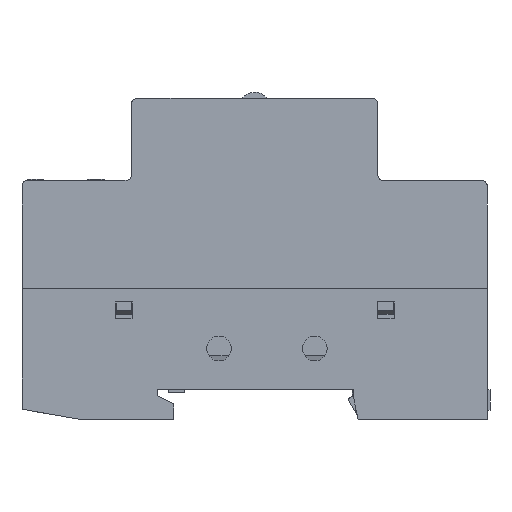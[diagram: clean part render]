
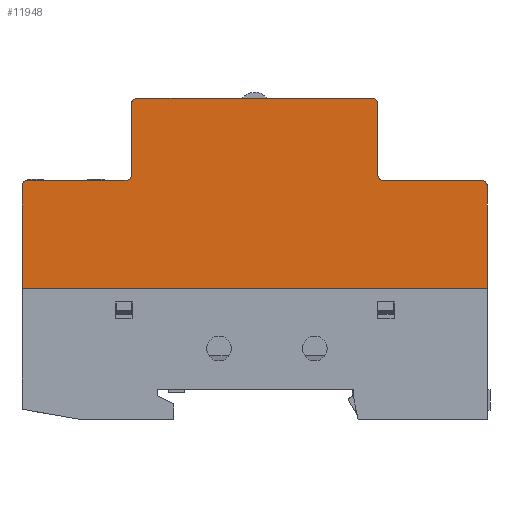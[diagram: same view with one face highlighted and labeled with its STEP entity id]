
A CAD part, left-side view. The second image highlights one B-rep face of the part: STEP entity #11948.
In plain terms, the highlighted planar face has unit normal (-1, 0, 0).
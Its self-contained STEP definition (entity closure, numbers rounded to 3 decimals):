
#2395=CARTESIAN_POINT('',(-17.5,41.5,-16.));
#2396=DIRECTION('',(1.,0.,0.));
#2397=DIRECTION('',(0.,1.,0.));
#2398=AXIS2_PLACEMENT_3D('',#2395,#2396,#2397);
#2403=CARTESIAN_POINT('',(-17.5,23.5,-14.));
#2404=DIRECTION('',(-1.,0.,0.));
#2405=DIRECTION('',(0.,0.,-1.));
#2406=AXIS2_PLACEMENT_3D('',#2403,#2404,#2405);
#2411=CARTESIAN_POINT('',(-17.5,21.5,-1.));
#2412=DIRECTION('',(1.,0.,0.));
#2413=DIRECTION('',(0.,1.,0.));
#2414=AXIS2_PLACEMENT_3D('',#2411,#2412,#2413);
#2419=CARTESIAN_POINT('',(-17.5,-21.5,-1.));
#2420=DIRECTION('',(1.,0.,0.));
#2421=DIRECTION('',(0.,0.,1.));
#2422=AXIS2_PLACEMENT_3D('',#2419,#2420,#2421);
#2427=CARTESIAN_POINT('',(-17.5,-23.5,-14.));
#2428=DIRECTION('',(-1.,0.,0.));
#2429=DIRECTION('',(0.,1.,0.));
#2430=AXIS2_PLACEMENT_3D('',#2427,#2428,#2429);
#2435=CARTESIAN_POINT('',(-17.5,-41.5,-16.));
#2436=DIRECTION('',(1.,0.,0.));
#2437=DIRECTION('',(0.,0.,1.));
#2438=AXIS2_PLACEMENT_3D('',#2435,#2436,#2437);
#2450=DIRECTION('',(0.,-1.,0.));
#2451=VECTOR('',#2450,85.);
#2452=CARTESIAN_POINT('',(-17.5,42.5,-34.7));
#2453=LINE('',#2452,#2451);
#2716=DIRECTION('',(0.,0.,1.));
#2717=VECTOR('',#2716,18.7);
#2718=CARTESIAN_POINT('',(-17.5,-42.5,-34.7));
#2719=LINE('',#2718,#2717);
#3415=DIRECTION('',(0.,1.,0.));
#3416=VECTOR('',#3415,18.);
#3417=CARTESIAN_POINT('',(-17.5,-41.5,-15.));
#3418=LINE('',#3417,#3416);
#3436=DIRECTION('',(0.,0.,1.));
#3437=VECTOR('',#3436,13.);
#3438=CARTESIAN_POINT('',(-17.5,-22.5,-14.));
#3439=LINE('',#3438,#3437);
#3457=DIRECTION('',(0.,1.,0.));
#3458=VECTOR('',#3457,43.);
#3459=CARTESIAN_POINT('',(-17.5,-21.5,0.));
#3460=LINE('',#3459,#3458);
#3957=DIRECTION('',(0.,0.,-1.));
#3958=VECTOR('',#3957,13.);
#3959=CARTESIAN_POINT('',(-17.5,22.5,-1.));
#3960=LINE('',#3959,#3958);
#3985=DIRECTION('',(0.,1.,0.));
#3986=VECTOR('',#3985,18.);
#3987=CARTESIAN_POINT('',(-17.5,23.5,-15.));
#3988=LINE('',#3987,#3986);
#4826=DIRECTION('',(0.,0.,-1.));
#4827=VECTOR('',#4826,18.7);
#4828=CARTESIAN_POINT('',(-17.5,42.5,-16.));
#4829=LINE('',#4828,#4827);
#10413=CARTESIAN_POINT('',(-17.5,42.5,-34.7));
#10414=CARTESIAN_POINT('',(-17.5,-42.5,-34.7));
#10415=VERTEX_POINT('',#10413);
#10416=VERTEX_POINT('',#10414);
#10417=CARTESIAN_POINT('',(-17.5,42.5,-16.));
#10418=VERTEX_POINT('',#10417);
#10419=CARTESIAN_POINT('',(-17.5,41.5,-15.));
#10420=VERTEX_POINT('',#10419);
#10421=CARTESIAN_POINT('',(-17.5,23.5,-15.));
#10422=VERTEX_POINT('',#10421);
#10423=CARTESIAN_POINT('',(-17.5,22.5,-14.));
#10424=VERTEX_POINT('',#10423);
#10425=CARTESIAN_POINT('',(-17.5,22.5,-1.));
#10426=VERTEX_POINT('',#10425);
#10427=CARTESIAN_POINT('',(-17.5,21.5,0.));
#10428=VERTEX_POINT('',#10427);
#10429=CARTESIAN_POINT('',(-17.5,-21.5,0.));
#10430=VERTEX_POINT('',#10429);
#10431=CARTESIAN_POINT('',(-17.5,-22.5,-1.));
#10432=VERTEX_POINT('',#10431);
#10433=CARTESIAN_POINT('',(-17.5,-22.5,-14.));
#10434=VERTEX_POINT('',#10433);
#10435=CARTESIAN_POINT('',(-17.5,-23.5,-15.));
#10436=VERTEX_POINT('',#10435);
#10437=CARTESIAN_POINT('',(-17.5,-41.5,-15.));
#10438=VERTEX_POINT('',#10437);
#10439=CARTESIAN_POINT('',(-17.5,-42.5,-16.));
#10440=VERTEX_POINT('',#10439);
#11913=CARTESIAN_POINT('',(-17.5,0.,0.));
#11914=DIRECTION('',(1.,0.,0.));
#11915=DIRECTION('',(0.,0.,-1.));
#11916=AXIS2_PLACEMENT_3D('',#11913,#11914,#11915);
#11917=PLANE('',#11916);
#11919=ORIENTED_EDGE('',*,*,#11918,.F.);
#11921=ORIENTED_EDGE('',*,*,#11920,.F.);
#11923=ORIENTED_EDGE('',*,*,#11922,.T.);
#11925=ORIENTED_EDGE('',*,*,#11924,.F.);
#11927=ORIENTED_EDGE('',*,*,#11926,.T.);
#11929=ORIENTED_EDGE('',*,*,#11928,.F.);
#11931=ORIENTED_EDGE('',*,*,#11930,.T.);
#11933=ORIENTED_EDGE('',*,*,#11932,.F.);
#11935=ORIENTED_EDGE('',*,*,#11934,.T.);
#11937=ORIENTED_EDGE('',*,*,#11936,.F.);
#11939=ORIENTED_EDGE('',*,*,#11938,.T.);
#11941=ORIENTED_EDGE('',*,*,#11940,.F.);
#11943=ORIENTED_EDGE('',*,*,#11942,.T.);
#11945=ORIENTED_EDGE('',*,*,#11944,.F.);
#11946=EDGE_LOOP('',(#11919,#11921,#11923,#11925,#11927,#11929,#11931,#11933,
#11935,#11937,#11939,#11941,#11943,#11945));
#11947=FACE_OUTER_BOUND('',#11946,.F.);
#2399=CIRCLE('',#2398,1.);
#2407=CIRCLE('',#2406,1.);
#2415=CIRCLE('',#2414,1.);
#2423=CIRCLE('',#2422,1.);
#2431=CIRCLE('',#2430,1.);
#2439=CIRCLE('',#2438,1.);
#11918=EDGE_CURVE('',#10415,#10416,#2453,.T.);
#11920=EDGE_CURVE('',#10418,#10415,#4829,.T.);
#11922=EDGE_CURVE('',#10418,#10420,#2399,.T.);
#11924=EDGE_CURVE('',#10422,#10420,#3988,.T.);
#11926=EDGE_CURVE('',#10422,#10424,#2407,.T.);
#11928=EDGE_CURVE('',#10426,#10424,#3960,.T.);
#11930=EDGE_CURVE('',#10426,#10428,#2415,.T.);
#11932=EDGE_CURVE('',#10430,#10428,#3460,.T.);
#11934=EDGE_CURVE('',#10430,#10432,#2423,.T.);
#11936=EDGE_CURVE('',#10434,#10432,#3439,.T.);
#11938=EDGE_CURVE('',#10434,#10436,#2431,.T.);
#11940=EDGE_CURVE('',#10438,#10436,#3418,.T.);
#11942=EDGE_CURVE('',#10438,#10440,#2439,.T.);
#11944=EDGE_CURVE('',#10416,#10440,#2719,.T.);
#11948=ADVANCED_FACE('',(#11947),#11917,.F.);
